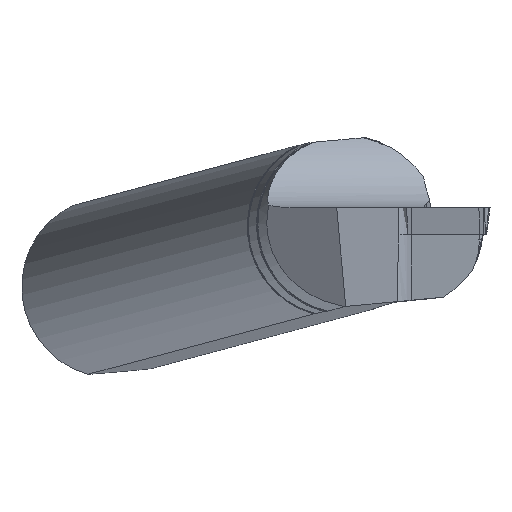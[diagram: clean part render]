
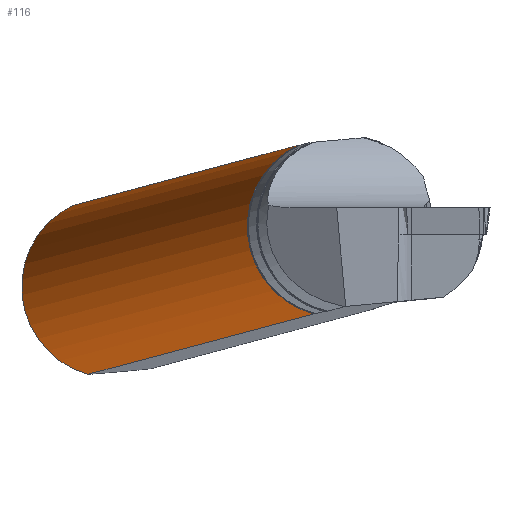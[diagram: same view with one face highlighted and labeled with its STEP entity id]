
A CAD part, left-side view. The second image highlights one B-rep face of the part: STEP entity #116.
In plain terms, the highlighted cylindrical face has radius 16 mm (diameter 32 mm), a partial arc.
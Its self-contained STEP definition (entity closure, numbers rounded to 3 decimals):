
#116=ADVANCED_FACE('',(#185),#154,.T.);
#154=CYLINDRICAL_SURFACE('',#1046,16.);
#185=FACE_OUTER_BOUND('',#233,.T.);
#233=EDGE_LOOP('',(#494,#495,#496,#497));
#287=CIRCLE('',#1035,16.);
#292=CIRCLE('',#1045,16.);
#494=ORIENTED_EDGE('',*,*,#833,.F.);
#495=ORIENTED_EDGE('',*,*,#834,.F.);
#496=ORIENTED_EDGE('',*,*,#835,.T.);
#497=ORIENTED_EDGE('',*,*,#822,.T.);
#703=VERTEX_POINT('',#1653);
#704=VERTEX_POINT('',#1655);
#713=VERTEX_POINT('',#1684);
#714=VERTEX_POINT('',#1686);
#822=EDGE_CURVE('',#704,#703,#287,.T.);
#833=EDGE_CURVE('',#713,#703,#905,.T.);
#834=EDGE_CURVE('',#714,#713,#292,.T.);
#835=EDGE_CURVE('',#714,#704,#906,.T.);
#905=LINE('',#1683,#954);
#906=LINE('',#1687,#955);
#954=VECTOR('',#1242,1.);
#955=VECTOR('',#1245,1.);
#1035=AXIS2_PLACEMENT_3D('',#1654,#1218,#1219);
#1045=AXIS2_PLACEMENT_3D('',#1685,#1243,#1244);
#1046=AXIS2_PLACEMENT_3D('',#1688,#1246,#1247);
#1218=DIRECTION('',(-0.991,-0.13,0.035));
#1219=DIRECTION('',(-0.023,-0.091,-0.996));
#1242=DIRECTION('',(0.991,0.13,-0.035));
#1243=DIRECTION('',(-0.991,-0.13,0.035));
#1244=DIRECTION('',(0.023,0.091,0.996));
#1245=DIRECTION('',(0.991,0.13,-0.035));
#1246=DIRECTION('',(-0.991,-0.13,0.035));
#1247=DIRECTION('',(0.023,0.091,0.996));
#1653=CARTESIAN_POINT('',(343.24,72.743,-29.539));
#1654=CARTESIAN_POINT('',(344.327,68.61,-14.12));
#1655=CARTESIAN_POINT('',(343.932,75.471,0.328));
#1683=CARTESIAN_POINT('',(-80.096,17.01,-14.628));
#1684=CARTESIAN_POINT('',(39.943,32.813,-18.857));
#1685=CARTESIAN_POINT('',(41.03,28.68,-3.438));
#1686=CARTESIAN_POINT('',(40.636,35.541,11.011));
#1687=CARTESIAN_POINT('',(-79.403,19.738,15.239));
#1688=CARTESIAN_POINT('',(-79.009,12.877,0.79));
